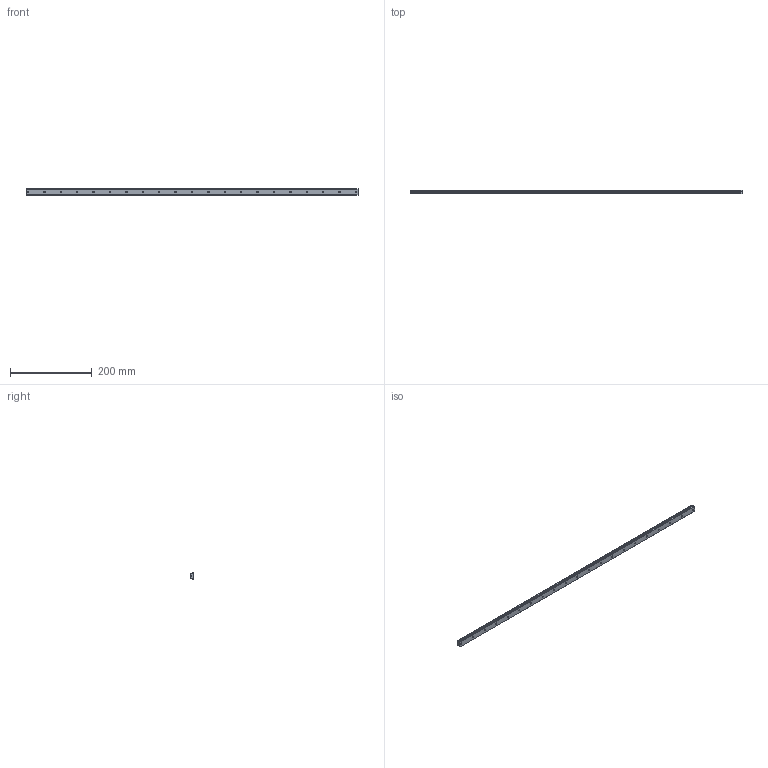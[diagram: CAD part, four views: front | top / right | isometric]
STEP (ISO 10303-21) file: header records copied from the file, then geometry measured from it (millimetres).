
FILE_DESCRIPTION (( 'STEP AP214' ), '1' );
FILE_NAME ('SRS15MSS-810LM_G5_0_0_0_0_0_1.STEP', '2021-08-11T11:15:10', ( '' ), ( '' ), 'SwSTEP 2.0', 'SolidWorks 2021', '' );
FILE_SCHEMA (( 'AUTOMOTIVE_DESIGN' ));
Length unit declared in the file: millimetre
Products named in the file (2): _SRS15M8105 Track; SRS15MSS-810LM_G5_0_0_0_0_0_1
Assembly tree (1 placements, depth 2):
  SRS15MSS-810LM_G5_0_0_0_0_0_1
    _SRS15M8105 Track
Bounding box: 810 x 9.5 x 15 mm (x, y, z)
Volume: 98033.5 mm3; surface area: 41744.3 mm2
Topology: 1 solids, 1 shells, 128 faces, 315 edges, 210 vertices
Faces by surface type: cylinder 91, plane 37
Entity records: 4031 total; most frequent: DIRECTION 761, CARTESIAN_POINT 657, ORIENTED_EDGE 630, EDGE_CURVE 315, AXIS2_PLACEMENT_3D 314, VERTEX_POINT 210, EDGE_LOOP 191, CIRCLE 182
